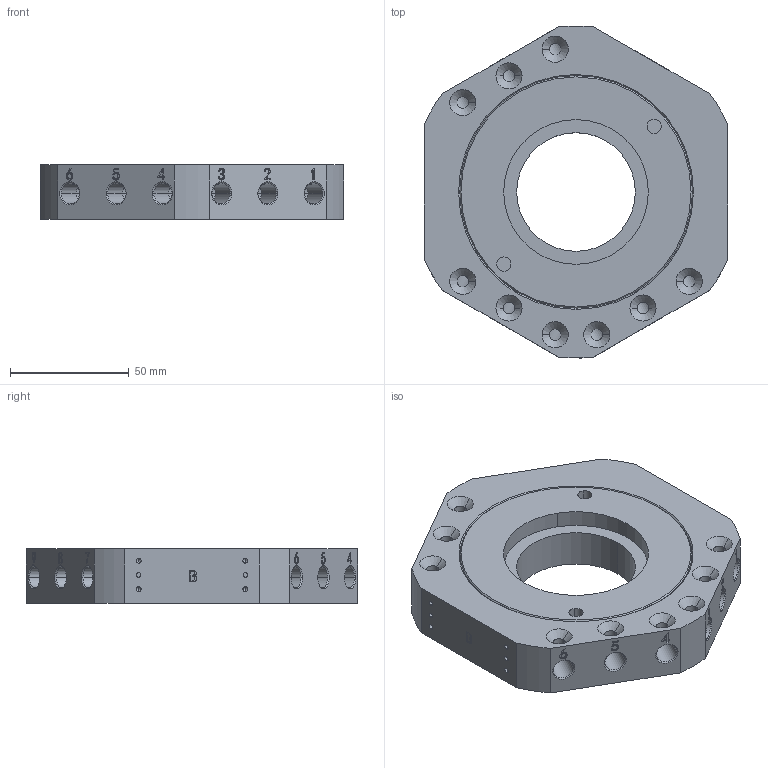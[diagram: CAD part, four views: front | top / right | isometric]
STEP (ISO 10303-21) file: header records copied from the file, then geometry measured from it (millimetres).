
FILE_DESCRIPTION (( 'STEP AP214' ), '1' );
FILE_NAME ('QTC75-T.STEP', '2025-12-29T01:25:42', ( 'USER-' ), ( 'Microsoft' ), 'SwSTEP 2.0', 'SolidWorks 2018', '' );
FILE_SCHEMA (( 'AUTOMOTIVE_DESIGN' ));
Length unit declared in the file: millimetre
Products named in the file (4): QTC75-T-02 結遠; QTC75-T; QTC75-T-01 譫攫翋釱; 16x8-R1.5
Assembly tree (3 placements, depth 2):
  QTC75-T
    QTC75-T-01 譫攫翋釱
    QTC75-T-02 結遠
    16x8-R1.5
Bounding box: 128 x 139.91 x 23.1 mm (x, y, z)
Volume: 255275.8 mm3; surface area: 58415.8 mm2
Topology: 3 solids, 3 shells, 790 faces, 2094 edges, 1349 vertices
Faces by surface type: plane 343, bspline 194, cylinder 161, cone 92
Entity records: 34380 total; most frequent: CARTESIAN_POINT 15520, ORIENTED_EDGE 4120, DIRECTION 3220, EDGE_CURVE 2060, VERTEX_POINT 1349, LINE 1290, VECTOR 1290, AXIS2_PLACEMENT_3D 965
